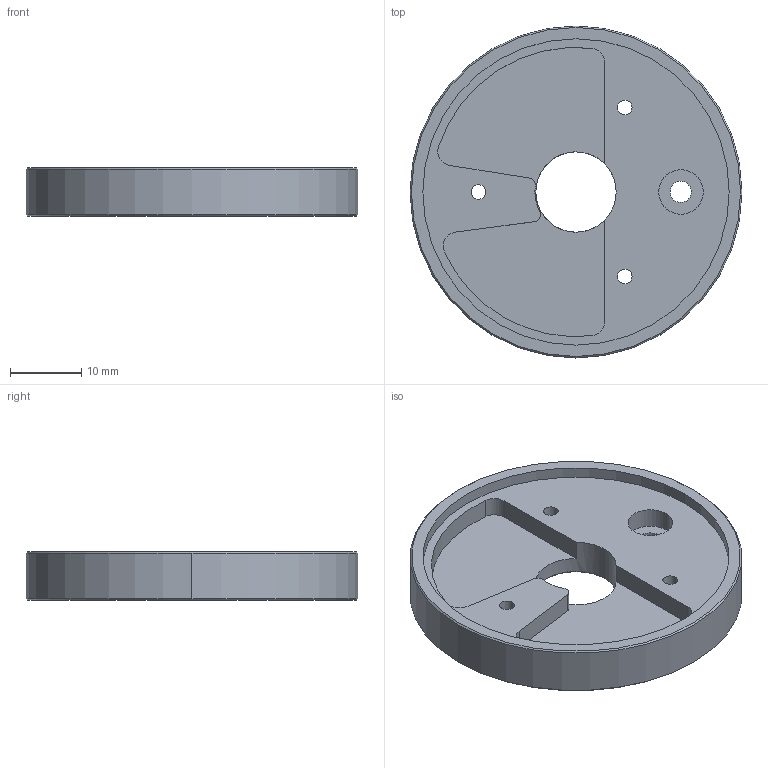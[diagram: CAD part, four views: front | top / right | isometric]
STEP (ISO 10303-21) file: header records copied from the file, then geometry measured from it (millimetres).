
FILE_DESCRIPTION (( 'STEP AP214' ), '1' );
FILE_NAME ('µÆ×ù.STEP', '2023-12-04T06:06:29', ( 'Áè' ), ( '' ), 'SwSTEP 2.0', 'SolidWorks 2020', '' );
FILE_SCHEMA (( 'AUTOMOTIVE_DESIGN' ));
Length unit declared in the file: millimetre
Products named in the file (1): 腑釱
Bounding box: 46.7 x 46.7 x 6.8 mm (x, y, z)
Volume: 6849.8 mm3; surface area: 5005.8 mm2
Topology: 1 solids, 1 shells, 62 faces, 147 edges, 96 vertices
Faces by surface type: cylinder 34, plane 16, cone 12
Entity records: 1951 total; most frequent: DIRECTION 361, CARTESIAN_POINT 306, ORIENTED_EDGE 294, AXIS2_PLACEMENT_3D 151, EDGE_CURVE 147, VERTEX_POINT 96, CIRCLE 88, EDGE_LOOP 81
